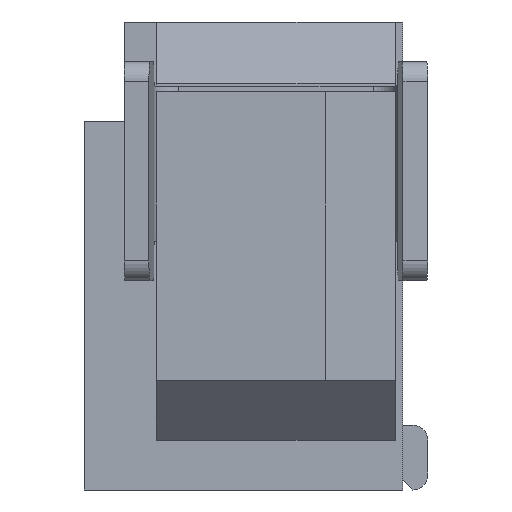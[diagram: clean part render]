
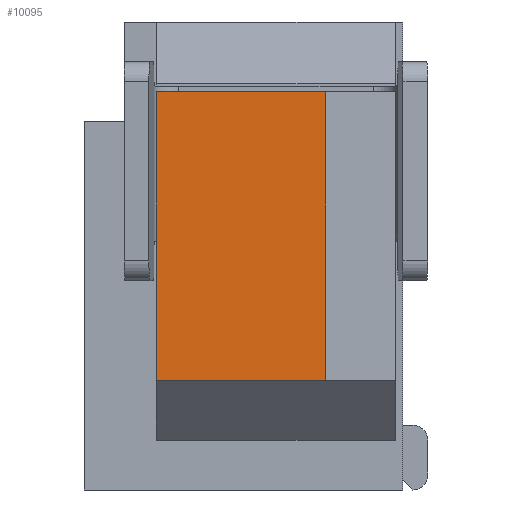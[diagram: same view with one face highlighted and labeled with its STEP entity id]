
A CAD part, left-side view. The second image highlights one B-rep face of the part: STEP entity #10095.
In plain terms, the highlighted planar face has unit normal (-1, 0, 0).
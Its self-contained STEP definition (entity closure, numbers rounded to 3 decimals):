
#4745=DIRECTION('',(0.,0.,1.));
#4746=VECTOR('',#4745,2.9);
#4747=CARTESIAN_POINT('',(-5.145,0.625,-3.6));
#4748=LINE('',#4747,#4746);
#4752=DIRECTION('',(0.,-1.,0.));
#4753=VECTOR('',#4752,1.7);
#4754=CARTESIAN_POINT('',(-5.145,0.625,-0.7));
#4755=LINE('',#4754,#4753);
#4759=DIRECTION('',(0.,0.,1.));
#4760=VECTOR('',#4759,2.9);
#4761=CARTESIAN_POINT('',(-5.145,-1.075,-3.6));
#4762=LINE('',#4761,#4760);
#4766=DIRECTION('',(0.,-1.,0.));
#4767=VECTOR('',#4766,1.7);
#4768=CARTESIAN_POINT('',(-5.145,0.625,-3.6));
#4769=LINE('',#4768,#4767);
#5397=CARTESIAN_POINT('',(-5.145,0.625,-3.6));
#5398=CARTESIAN_POINT('',(-5.145,0.625,-0.7));
#5399=VERTEX_POINT('',#5397);
#5400=VERTEX_POINT('',#5398);
#5421=CARTESIAN_POINT('',(-5.145,-1.075,-0.7));
#5422=VERTEX_POINT('',#5421);
#5739=CARTESIAN_POINT('',(-5.145,-1.075,-3.6));
#5740=VERTEX_POINT('',#5739);
#10083=CARTESIAN_POINT('',(-5.145,1.35,0.));
#10084=DIRECTION('',(-1.,0.,0.));
#10085=DIRECTION('',(0.,-1.,0.));
#10086=AXIS2_PLACEMENT_3D('',#10083,#10084,#10085);
#10087=PLANE('',#10086);
#10088=ORIENTED_EDGE('',*,*,#10033,.T.);
#10089=ORIENTED_EDGE('',*,*,#10061,.T.);
#10090=ORIENTED_EDGE('',*,*,#10074,.F.);
#10092=ORIENTED_EDGE('',*,*,#10091,.F.);
#10093=EDGE_LOOP('',(#10088,#10089,#10090,#10092));
#10094=FACE_OUTER_BOUND('',#10093,.F.);
#10095=ADVANCED_FACE('',(#10094),#10087,.T.);
#10033=EDGE_CURVE('',#5399,#5400,#4748,.T.);
#10061=EDGE_CURVE('',#5400,#5422,#4755,.T.);
#10074=EDGE_CURVE('',#5740,#5422,#4762,.T.);
#10091=EDGE_CURVE('',#5399,#5740,#4769,.T.);
